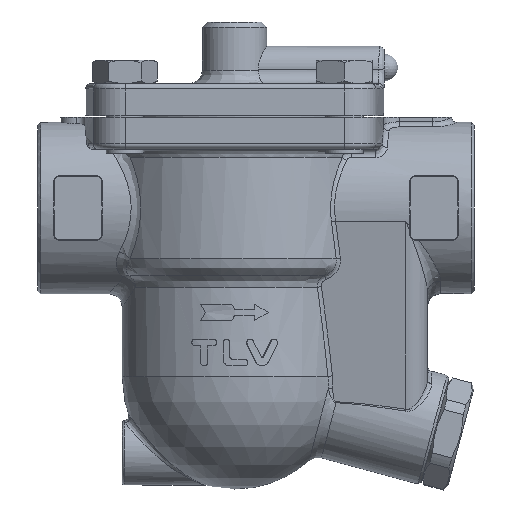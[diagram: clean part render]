
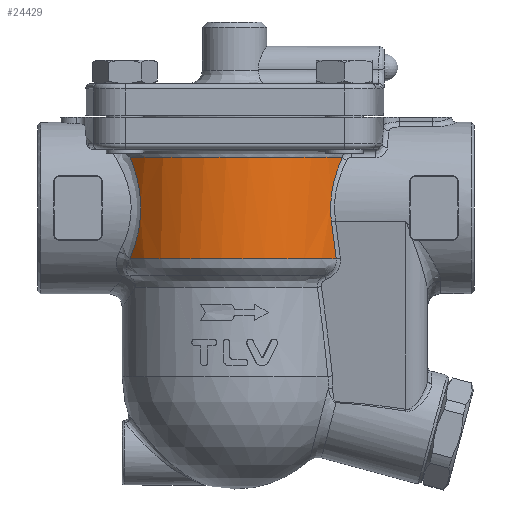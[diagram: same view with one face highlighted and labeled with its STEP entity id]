
A CAD part, front view. The second image highlights one B-rep face of the part: STEP entity #24429.
In plain terms, the highlighted cylindrical face has radius 48.5 mm (diameter 97 mm), a partial arc.
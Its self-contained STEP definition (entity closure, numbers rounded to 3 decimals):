
#642=CARTESIAN_POINT('',(-39.044,-28.772,-41.018));
#643=VERTEX_POINT('',#642);
#1086=CARTESIAN_POINT('',(-39.037,-28.782,-3.));
#1087=VERTEX_POINT('',#1086);
#1088=CARTESIAN_POINT('',(-39.044,-28.772,-41.018));
#1089=CARTESIAN_POINT('',(-38.287,-29.8,-39.126));
#1090=CARTESIAN_POINT('',(-37.201,-31.142,-36.074));
#1091=CARTESIAN_POINT('',(-36.218,-32.261,-32.243));
#1092=CARTESIAN_POINT('',(-35.763,-32.762,-29.995));
#1093=CARTESIAN_POINT('',(-35.387,-33.169,-27.718));
#1094=CARTESIAN_POINT('',(-35.072,-33.499,-24.785));
#1095=CARTESIAN_POINT('',(-34.998,-33.577,-21.599));
#1096=CARTESIAN_POINT('',(-35.127,-33.442,-18.837));
#1097=CARTESIAN_POINT('',(-35.363,-33.193,-16.509));
#1098=CARTESIAN_POINT('',(-35.835,-32.685,-13.438));
#1099=CARTESIAN_POINT('',(-36.523,-31.922,-10.462));
#1100=CARTESIAN_POINT('',(-37.305,-30.997,-7.818));
#1101=CARTESIAN_POINT('',(-37.868,-30.307,-6.116));
#1102=CARTESIAN_POINT('',(-38.426,-29.597,-4.56));
#1103=CARTESIAN_POINT('',(-38.823,-29.071,-3.533));
#1104=CARTESIAN_POINT('',(-39.037,-28.782,-3.));
#1105=B_SPLINE_CURVE_WITH_KNOTS('',3,(#1088,#1089,#1090,#1091,#1092,#1093,#1094,#1095,#1096,#1097,#1098,#1099,#1100,#1101,#1102,#1103,#1104),.UNSPECIFIED.,.F.,.U.,(4,1,1,1,1,1,1,1,1,1,1,1,1,1,4),(24.047,24.755,25.108,25.285,25.462,25.816,26.17,26.405,26.641,26.877,27.349,27.585,27.761,27.938,28.136),.UNSPECIFIED.);
#1106=EDGE_CURVE('',#643,#1087,#1105,.T.);
#4114=CARTESIAN_POINT('',(40.236,-27.079,-3.));
#4115=VERTEX_POINT('',#4114);
#4116=CARTESIAN_POINT('',(0.,0.0,-3.));
#4117=DIRECTION('',(0.0,0.0,1.0));
#4118=DIRECTION('',(-1.0,0.0,0.0));
#4119=AXIS2_PLACEMENT_3D('',#4116,#4117,#4118);
#4120=CIRCLE('',#4119,48.5);
#4121=EDGE_CURVE('',#1087,#4115,#4120,.T.);
#23173=CARTESIAN_POINT('',(37.962,-30.185,-41.018));
#23174=VERTEX_POINT('',#23173);
#23437=CARTESIAN_POINT('',(36.217,-32.258,-27.275));
#23438=VERTEX_POINT('',#23437);
#23446=CARTESIAN_POINT('',(0.,0.0,-241.151));
#23447=DIRECTION('',(0.,0.989,0.149));
#23448=DIRECTION('',(0.,-0.149,0.989));
#23449=AXIS2_PLACEMENT_3D('',#23446,#23447,#23448);
#23450=ELLIPSE('',#23449,325.2,48.5);
#23451=EDGE_CURVE('',#23438,#23174,#23450,.T.);
#23581=CARTESIAN_POINT('',(40.236,-27.079,-3.));
#23582=CARTESIAN_POINT('',(40.027,-27.39,-3.481));
#23583=CARTESIAN_POINT('',(39.613,-27.99,-4.461));
#23584=CARTESIAN_POINT('',(38.814,-29.095,-6.489));
#23585=CARTESIAN_POINT('',(37.876,-30.309,-9.179));
#23586=CARTESIAN_POINT('',(36.929,-31.448,-12.609));
#23587=CARTESIAN_POINT('',(36.354,-32.105,-15.587));
#23588=CARTESIAN_POINT('',(36.05,-32.445,-18.02));
#23589=CARTESIAN_POINT('',(35.856,-32.659,-20.49));
#23590=CARTESIAN_POINT('',(35.834,-32.683,-23.592));
#23591=CARTESIAN_POINT('',(36.054,-32.441,-26.063));
#23592=CARTESIAN_POINT('',(36.217,-32.258,-27.275));
#23593=B_SPLINE_CURVE_WITH_KNOTS('',3,(#23581,#23582,#23583,#23584,#23585,#23586,#23587,#23588,#23589,#23590,#23591,#23592),.UNSPECIFIED.,.F.,.U.,(4,1,1,1,1,1,1,1,1,4),(-2.6,-2.415,-2.229,-1.857,-1.486,-1.114,-0.929,-0.743,-0.371,0.0),.UNSPECIFIED.);
#23594=EDGE_CURVE('',#4115,#23438,#23593,.T.);
#24407=CARTESIAN_POINT('',(0.,0.0,-41.018));
#24408=DIRECTION('',(0.0,0.0,-1.0));
#24409=DIRECTION('',(1.0,0.0,0.0));
#24410=AXIS2_PLACEMENT_3D('',#24407,#24408,#24409);
#24411=CIRCLE('',#24410,48.5);
#24412=EDGE_CURVE('',#23174,#643,#24411,.T.);
#24417=CARTESIAN_POINT('',(0.,0.0,-24.));
#24418=DIRECTION('',(0.,0.0,1.0));
#24419=DIRECTION('',(1.0,0.0,0.0));
#24420=AXIS2_PLACEMENT_3D('',#24417,#24418,#24419);
#24421=CYLINDRICAL_SURFACE('',#24420,48.5);
#24422=ORIENTED_EDGE('',*,*,#1106,.F.);
#24423=ORIENTED_EDGE('',*,*,#24412,.F.);
#24424=ORIENTED_EDGE('',*,*,#23451,.F.);
#24425=ORIENTED_EDGE('',*,*,#23594,.F.);
#24426=ORIENTED_EDGE('',*,*,#4121,.F.);
#24427=EDGE_LOOP('',(#24422,#24423,#24424,#24425,#24426));
#24428=FACE_OUTER_BOUND('',#24427,.T.);
#24429=ADVANCED_FACE('',(#24428),#24421,.T.);
